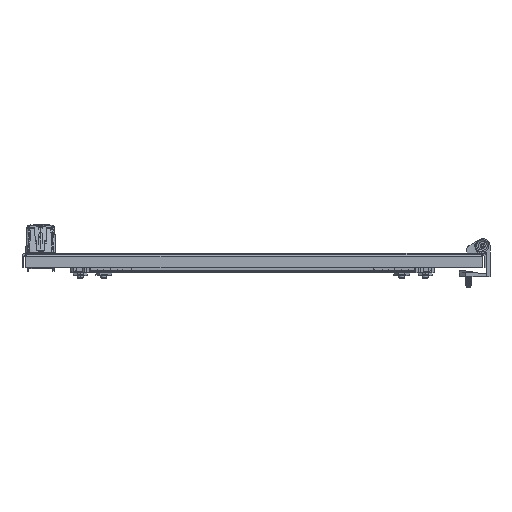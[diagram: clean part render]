
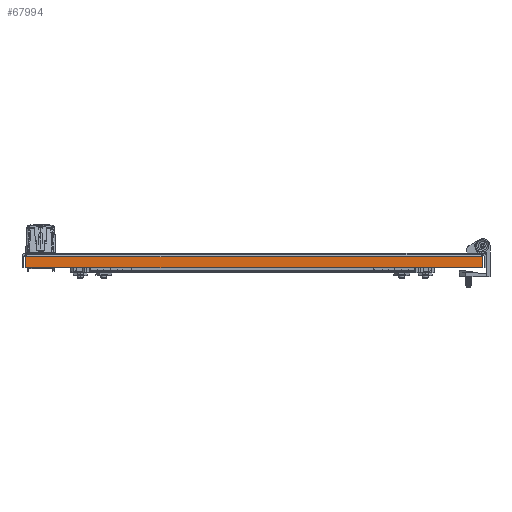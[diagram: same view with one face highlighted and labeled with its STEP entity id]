
A CAD part, front view. The second image highlights one B-rep face of the part: STEP entity #67994.
In plain terms, the highlighted planar face has unit normal (0, -1, 0).
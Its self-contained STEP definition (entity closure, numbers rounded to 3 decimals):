
#2089 = VERTEX_POINT ( 'NONE', #6014 ) ;
#3850 = VERTEX_POINT ( 'NONE', #7588 ) ;
#5291 = ORIENTED_EDGE ( 'NONE', *, *, #86814, .F. ) ;
#6014 = CARTESIAN_POINT ( 'NONE',  ( -243., -895., -4. ) ) ;
#7588 = CARTESIAN_POINT ( 'NONE',  ( -243., -895., -15.8 ) ) ;
#8324 = ORIENTED_EDGE ( 'NONE', *, *, #52352, .F. ) ;
#11030 = ORIENTED_EDGE ( 'NONE', *, *, #61892, .T. ) ;
#12135 = VERTEX_POINT ( 'NONE', #35131 ) ;
#17783 = LINE ( 'NONE', #44963, #54284 ) ;
#20240 = CARTESIAN_POINT ( 'NONE',  ( 243., -895., -4. ) ) ;
#25680 = DIRECTION ( 'NONE',  ( 0., 0., 1. ) ) ;
#26441 = EDGE_LOOP ( 'NONE', ( #11030, #8324, #5291, #40755 ) ) ;
#28873 = CARTESIAN_POINT ( 'NONE',  ( 0., -895., -4. ) ) ;
#30409 = EDGE_CURVE ( 'NONE', #12135, #3850, #17783, .T. ) ;
#35131 = CARTESIAN_POINT ( 'NONE',  ( 243., -895., -15.8 ) ) ;
#38327 = VECTOR ( 'NONE', #44754, 1000. ) ;
#40755 = ORIENTED_EDGE ( 'NONE', *, *, #30409, .F. ) ;
#43117 = DIRECTION ( 'NONE',  ( 1., 0., 0. ) ) ;
#44754 = DIRECTION ( 'NONE',  ( 0., 0., 1. ) ) ;
#44963 = CARTESIAN_POINT ( 'NONE',  ( 245., -895., -15.8 ) ) ;
#48935 = LINE ( 'NONE', #28873, #77606 ) ;
#51963 = FACE_OUTER_BOUND ( 'NONE', #26441, .T. ) ;
#52102 = LINE ( 'NONE', #57883, #58772 ) ;
#52352 = EDGE_CURVE ( 'NONE', #2089, #84315, #48935, .T. ) ;
#52517 = AXIS2_PLACEMENT_3D ( 'NONE', #86195, #59932, #25680 ) ;
#54284 = VECTOR ( 'NONE', #72082, 1000. ) ;
#57883 = CARTESIAN_POINT ( 'NONE',  ( 243., -895., 0. ) ) ;
#58107 = LINE ( 'NONE', #78132, #38327 ) ;
#58762 = DIRECTION ( 'NONE',  ( 0., 0., 1. ) ) ;
#58772 = VECTOR ( 'NONE', #58762, 1000. ) ;
#59932 = DIRECTION ( 'NONE',  ( 0., 1., 0. ) ) ;
#61892 = EDGE_CURVE ( 'NONE', #12135, #84315, #52102, .T. ) ;
#67994 = ADVANCED_FACE ( 'NONE', ( #51963 ), #79092, .F. ) ;
#72082 = DIRECTION ( 'NONE',  ( -1., 0., 0. ) ) ;
#77606 = VECTOR ( 'NONE', #43117, 1000. ) ;
#78132 = CARTESIAN_POINT ( 'NONE',  ( -243., -895., 0. ) ) ;
#79092 = PLANE ( 'NONE',  #52517 ) ;
#84315 = VERTEX_POINT ( 'NONE', #20240 ) ;
#86195 = CARTESIAN_POINT ( 'NONE',  ( 0., -895., 0. ) ) ;
#86814 = EDGE_CURVE ( 'NONE', #3850, #2089, #58107, .T. ) ;
